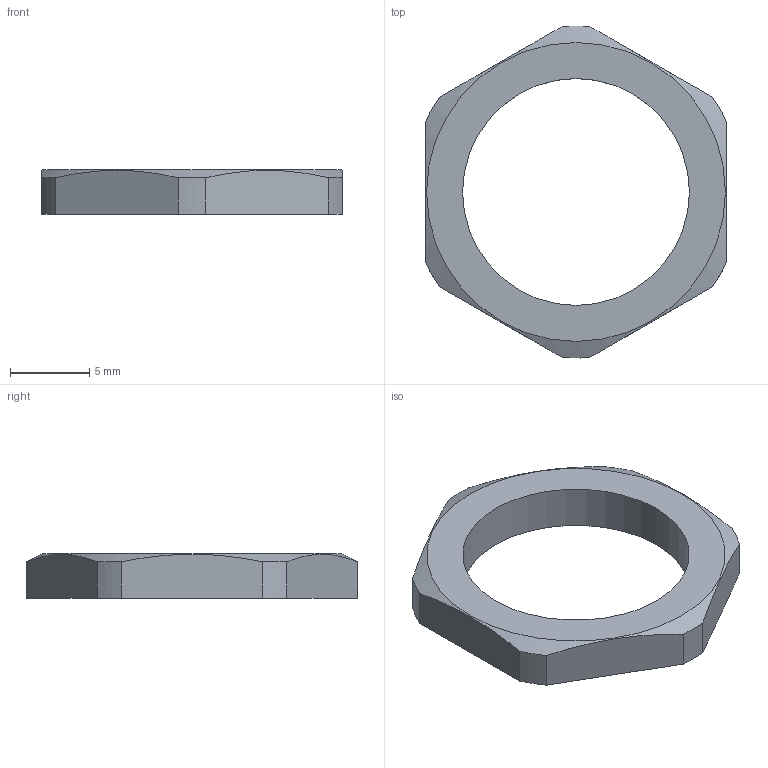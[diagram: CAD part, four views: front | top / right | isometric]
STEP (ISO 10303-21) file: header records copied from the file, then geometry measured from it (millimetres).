
FILE_DESCRIPTION(/* description */ (''),/* implementation_level */ '2;1');
FILE_NAME(/* name */ 'Sechskantmutter_M16x1,5_SW19.stp',/* time_stamp */ '2016-09-21T15:43:29+02:00',/* author */ (''),/* organization */ (''),/* preprocessor_version */ 'ST-DEVELOPER v16',/* originating_system */ 'SIEMENS PLM Software NX 10.0',/* authorisation */ '');
FILE_SCHEMA (('AUTOMOTIVE_DESIGN { 1 0 10303 214 3 1 1 1 }'));
Length unit declared in the file: millimetre
Products named in the file (1): 5002976__Mutter_part_239039
Bounding box: 19 x 20.99 x 2.8 mm (x, y, z)
Volume: 410.6 mm3; surface area: 591.1 mm2
Topology: 1 solids, 1 shells, 16 faces, 42 edges, 28 vertices
Faces by surface type: plane 8, cylinder 7, cone 1
Full cylindrical faces by diameter (mm): 14.344 x1
Entity records: 528 total; most frequent: CARTESIAN_POINT 113, DIRECTION 82, ORIENTED_EDGE 78, EDGE_CURVE 39, AXIS2_PLACEMENT_3D 32, VERTEX_POINT 27, EDGE_LOOP 20, LINE 18
